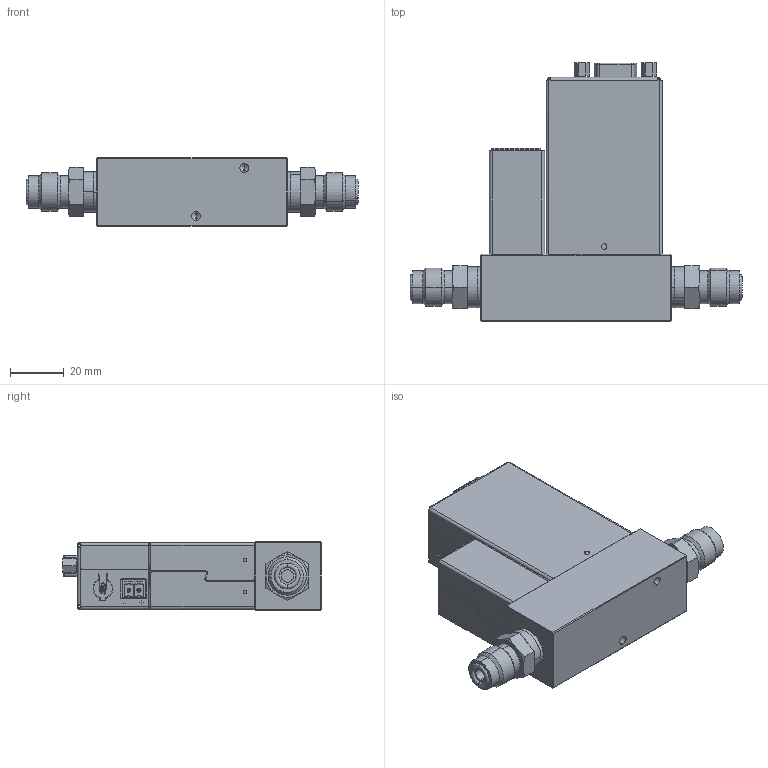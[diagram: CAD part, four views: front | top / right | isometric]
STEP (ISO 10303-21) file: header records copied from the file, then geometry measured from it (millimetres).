
FILE_DESCRIPTION (( 'STEP AP214' ), '1' );
FILE_NAME ('MF1-Controller-long-4VCR-PROFIBUS[MF1LgggrrrR4s0].STEP', '2013-02-07T00:40:41', ( '' ), ( '' ), 'SwSTEP 2.0', 'SolidWorks 2011', '' );
FILE_SCHEMA (( 'AUTOMOTIVE_DESIGN' ));
Length unit declared in the file: millimetre
Products named in the file (1): MF1-Controller-long-4VCR-PROFIBUS[MF1LgggrrrR4s0]
Bounding box: 123.91 x 96.5 x 25.4 mm (x, y, z)
Volume: 123824.3 mm3; surface area: 33410.6 mm2
Topology: 1 solids, 13 shells, 1406 faces, 4530 edges, 3320 vertices
Faces by surface type: plane 961, cylinder 364, cone 56, bspline 21, torus 4
Entity records: 74718 total; most frequent: CARTESIAN_POINT 19137, ORIENTED_EDGE 9012, DIRECTION 7409, EDGE_CURVE 4506, VERTEX_POINT 3320, LINE 2945, VECTOR 2945, AXIS2_PLACEMENT_3D 2232
